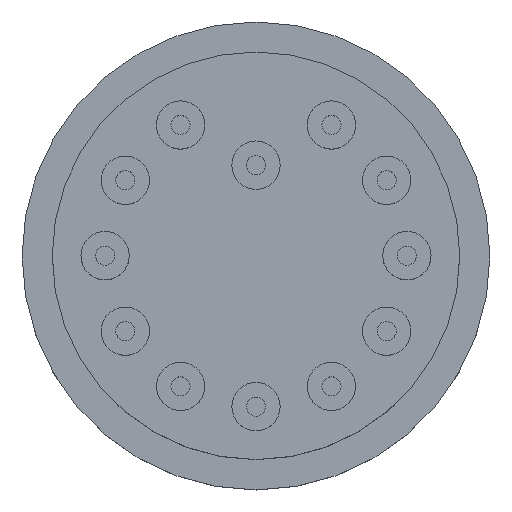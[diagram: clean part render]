
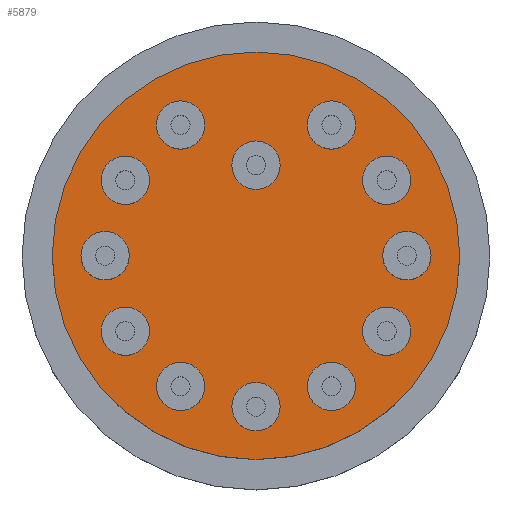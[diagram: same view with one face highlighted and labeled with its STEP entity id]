
A CAD part, top view. The second image highlights one B-rep face of the part: STEP entity #5879.
In plain terms, the highlighted planar face has unit normal (0, 0, 1).
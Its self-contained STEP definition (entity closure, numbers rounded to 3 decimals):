
#79=CIRCLE($,#6080,2.4);
#83=CIRCLE($,#6087,2.4);
#87=CIRCLE($,#6094,2.4);
#91=CIRCLE($,#6101,2.4);
#95=CIRCLE($,#6108,2.4);
#99=CIRCLE($,#6115,2.4);
#103=CIRCLE($,#6122,2.4);
#107=CIRCLE($,#6129,2.4);
#111=CIRCLE($,#6136,2.4);
#115=CIRCLE($,#6143,2.4);
#119=CIRCLE($,#6150,2.4);
#123=CIRCLE($,#6157,2.4);
#124=CIRCLE($,#6160,20.25);
#228=FACE_BOUND($,#1118,.T.);
#229=FACE_BOUND($,#1119,.T.);
#230=FACE_BOUND($,#1120,.T.);
#231=FACE_BOUND($,#1121,.T.);
#232=FACE_BOUND($,#1122,.T.);
#233=FACE_BOUND($,#1123,.T.);
#234=FACE_BOUND($,#1124,.T.);
#235=FACE_BOUND($,#1125,.T.);
#236=FACE_BOUND($,#1126,.T.);
#237=FACE_BOUND($,#1127,.T.);
#238=FACE_BOUND($,#1128,.T.);
#239=FACE_BOUND($,#1129,.T.);
#240=FACE_BOUND($,#1130,.T.);
#396=PLANE($,#6159);
#1118=EDGE_LOOP($,(#5112));
#1119=EDGE_LOOP($,(#5113));
#1120=EDGE_LOOP($,(#5114));
#1121=EDGE_LOOP($,(#5115));
#1122=EDGE_LOOP($,(#5116));
#1123=EDGE_LOOP($,(#5117));
#1124=EDGE_LOOP($,(#5118));
#1125=EDGE_LOOP($,(#5119));
#1126=EDGE_LOOP($,(#5120));
#1127=EDGE_LOOP($,(#5121));
#1128=EDGE_LOOP($,(#5122));
#1129=EDGE_LOOP($,(#5123));
#1130=EDGE_LOOP($,(#5124));
#2782=VERTEX_POINT($,#10349);
#2786=VERTEX_POINT($,#10360);
#2790=VERTEX_POINT($,#10371);
#2794=VERTEX_POINT($,#10382);
#2798=VERTEX_POINT($,#10393);
#2802=VERTEX_POINT($,#10404);
#2806=VERTEX_POINT($,#10415);
#2810=VERTEX_POINT($,#10426);
#2814=VERTEX_POINT($,#10437);
#2818=VERTEX_POINT($,#10448);
#2822=VERTEX_POINT($,#10459);
#2826=VERTEX_POINT($,#10470);
#2827=VERTEX_POINT($,#10474);
#3556=EDGE_CURVE($,#2782,#2782,#79,.T.);
#3560=EDGE_CURVE($,#2786,#2786,#83,.T.);
#3564=EDGE_CURVE($,#2790,#2790,#87,.T.);
#3568=EDGE_CURVE($,#2794,#2794,#91,.T.);
#3572=EDGE_CURVE($,#2798,#2798,#95,.T.);
#3576=EDGE_CURVE($,#2802,#2802,#99,.T.);
#3580=EDGE_CURVE($,#2806,#2806,#103,.T.);
#3584=EDGE_CURVE($,#2810,#2810,#107,.T.);
#3588=EDGE_CURVE($,#2814,#2814,#111,.T.);
#3592=EDGE_CURVE($,#2818,#2818,#115,.T.);
#3596=EDGE_CURVE($,#2822,#2822,#119,.T.);
#3600=EDGE_CURVE($,#2826,#2826,#123,.T.);
#3601=EDGE_CURVE($,#2827,#2827,#124,.T.);
#5112=ORIENTED_EDGE($,*,*,#3556,.T.);
#5113=ORIENTED_EDGE($,*,*,#3560,.T.);
#5114=ORIENTED_EDGE($,*,*,#3564,.T.);
#5115=ORIENTED_EDGE($,*,*,#3568,.T.);
#5116=ORIENTED_EDGE($,*,*,#3572,.T.);
#5117=ORIENTED_EDGE($,*,*,#3576,.T.);
#5118=ORIENTED_EDGE($,*,*,#3580,.T.);
#5119=ORIENTED_EDGE($,*,*,#3584,.T.);
#5120=ORIENTED_EDGE($,*,*,#3588,.T.);
#5121=ORIENTED_EDGE($,*,*,#3592,.T.);
#5122=ORIENTED_EDGE($,*,*,#3596,.T.);
#5123=ORIENTED_EDGE($,*,*,#3600,.T.);
#5124=ORIENTED_EDGE($,*,*,#3601,.F.);
#5879=ADVANCED_FACE($,(#228,#229,#230,#231,#232,#233,#234,#235,#236,#237,
#238,#239,#240),#396,.F.);
#6080=AXIS2_PLACEMENT_3D($,#10350,#6983,#6984);
#6087=AXIS2_PLACEMENT_3D($,#10361,#6997,#6998);
#6094=AXIS2_PLACEMENT_3D($,#10372,#7011,#7012);
#6101=AXIS2_PLACEMENT_3D($,#10383,#7025,#7026);
#6108=AXIS2_PLACEMENT_3D($,#10394,#7039,#7040);
#6115=AXIS2_PLACEMENT_3D($,#10405,#7053,#7054);
#6122=AXIS2_PLACEMENT_3D($,#10416,#7067,#7068);
#6129=AXIS2_PLACEMENT_3D($,#10427,#7081,#7082);
#6136=AXIS2_PLACEMENT_3D($,#10438,#7095,#7096);
#6143=AXIS2_PLACEMENT_3D($,#10449,#7109,#7110);
#6150=AXIS2_PLACEMENT_3D($,#10460,#7123,#7124);
#6157=AXIS2_PLACEMENT_3D($,#10471,#7137,#7138);
#6159=AXIS2_PLACEMENT_3D($,#10473,#7141,#7142);
#6160=AXIS2_PLACEMENT_3D($,#10475,#7143,#7144);
#6983=DIRECTION('center_axis',(0.,0.,-1.));
#6984=DIRECTION('ref_axis',(-1.,0.,0.));
#6997=DIRECTION('center_axis',(0.,0.,-1.));
#6998=DIRECTION('ref_axis',(-1.,0.,0.));
#7011=DIRECTION('center_axis',(0.,0.,-1.));
#7012=DIRECTION('ref_axis',(-1.,0.,0.));
#7025=DIRECTION('center_axis',(0.,0.,-1.));
#7026=DIRECTION('ref_axis',(-1.,0.,0.));
#7039=DIRECTION('center_axis',(0.,0.,-1.));
#7040=DIRECTION('ref_axis',(-1.,0.,0.));
#7053=DIRECTION('center_axis',(0.,0.,-1.));
#7054=DIRECTION('ref_axis',(-1.,0.,0.));
#7067=DIRECTION('center_axis',(0.,0.,-1.));
#7068=DIRECTION('ref_axis',(-1.,0.,0.));
#7081=DIRECTION('center_axis',(0.,0.,-1.));
#7082=DIRECTION('ref_axis',(-1.,0.,0.));
#7095=DIRECTION('center_axis',(0.,0.,-1.));
#7096=DIRECTION('ref_axis',(-1.,0.,0.));
#7109=DIRECTION('center_axis',(0.,0.,-1.));
#7110=DIRECTION('ref_axis',(-1.,0.,0.));
#7123=DIRECTION('center_axis',(0.,0.,-1.));
#7124=DIRECTION('ref_axis',(-1.,0.,0.));
#7137=DIRECTION('center_axis',(0.,0.,-1.));
#7138=DIRECTION('ref_axis',(-1.,0.,0.));
#7141=DIRECTION('center_axis',(0.,0.,-1.));
#7142=DIRECTION('ref_axis',(-1.,0.,0.));
#7143=DIRECTION('center_axis',(0.,0.,-1.));
#7144=DIRECTION('ref_axis',(-1.,0.,0.));
#10349=CARTESIAN_POINT('',(2.4,9.,28.3));
#10350=CARTESIAN_POINT('Origin',(0.,9.,28.3));
#10360=CARTESIAN_POINT('',(-5.1,-12.99,28.3));
#10361=CARTESIAN_POINT('Origin',(-7.5,-12.99,28.3));
#10371=CARTESIAN_POINT('',(-10.59,-7.5,28.3));
#10372=CARTESIAN_POINT('Origin',(-12.99,-7.5,28.3));
#10382=CARTESIAN_POINT('',(-12.6,0.,28.3));
#10383=CARTESIAN_POINT('Origin',(-15.,0.,28.3));
#10393=CARTESIAN_POINT('',(-10.59,7.5,28.3));
#10394=CARTESIAN_POINT('Origin',(-12.99,7.5,28.3));
#10404=CARTESIAN_POINT('',(-5.1,12.99,28.3));
#10405=CARTESIAN_POINT('Origin',(-7.5,12.99,28.3));
#10415=CARTESIAN_POINT('',(9.9,12.99,28.3));
#10416=CARTESIAN_POINT('Origin',(7.5,12.99,28.3));
#10426=CARTESIAN_POINT('',(15.39,7.5,28.3));
#10427=CARTESIAN_POINT('Origin',(12.99,7.5,28.3));
#10437=CARTESIAN_POINT('',(17.4,0.,28.3));
#10438=CARTESIAN_POINT('Origin',(15.,0.,28.3));
#10448=CARTESIAN_POINT('',(15.39,-7.5,28.3));
#10449=CARTESIAN_POINT('Origin',(12.99,-7.5,28.3));
#10459=CARTESIAN_POINT('',(9.9,-12.99,28.3));
#10460=CARTESIAN_POINT('Origin',(7.5,-12.99,28.3));
#10470=CARTESIAN_POINT('',(2.4,-15.,28.3));
#10471=CARTESIAN_POINT('Origin',(0.,-15.,28.3));
#10473=CARTESIAN_POINT('Origin',(0.,0.,28.3));
#10474=CARTESIAN_POINT('',(20.25,0.,28.3));
#10475=CARTESIAN_POINT('Origin',(0.,0.,28.3));
